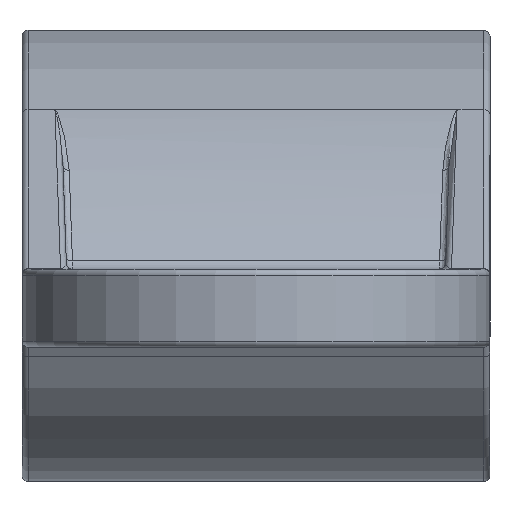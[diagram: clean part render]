
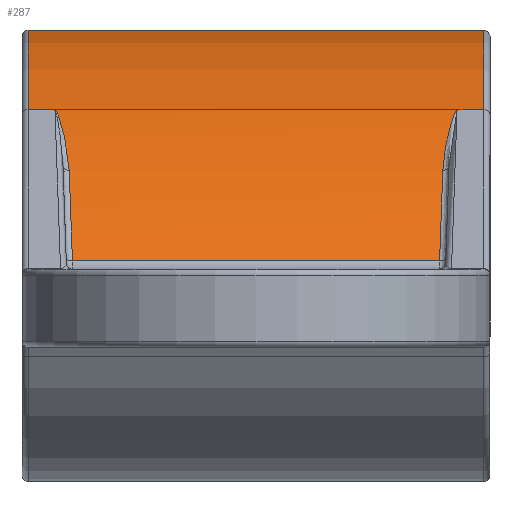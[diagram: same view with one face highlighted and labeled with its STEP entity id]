
A CAD part, left-side view. The second image highlights one B-rep face of the part: STEP entity #287.
In plain terms, the highlighted cylindrical face has radius 11.113 mm (diameter 22.225 mm), a partial arc.
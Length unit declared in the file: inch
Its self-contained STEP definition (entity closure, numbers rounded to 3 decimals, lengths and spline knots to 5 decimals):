
#101=CYLINDRICAL_SURFACE('',#1053,0.4375);
#121=ELLIPSE('',#1051,0.43777,0.4375);
#122=ELLIPSE('',#1052,0.43777,0.4375);
#157=B_SPLINE_CURVE_WITH_KNOTS('',3,(#1725,#1726,#1727,#1728,#1729,#1730,
#1731,#1732,#1733,#1734,#1735,#1736,#1737,#1738,#1739,#1740,#1741,#1742,
#1743,#1744,#1745,#1746,#1747,#1748,#1749,#1750,#1751,#1752,#1753,#1754,
#1755),.UNSPECIFIED.,.F.,.F.,(4,3,3,3,3,3,3,3,3,3,4),(0.,0.00127,
0.00232,0.00337,0.00486,0.00774,
0.0186,0.06161,0.23298,0.92213,
1.),.UNSPECIFIED.);
#158=B_SPLINE_CURVE_WITH_KNOTS('',3,(#1763,#1764,#1765,#1766,#1767,#1768,
#1769,#1770,#1771,#1772,#1773,#1774,#1775,#1776,#1777,#1778,#1779,#1780,
#1781,#1782,#1783,#1784,#1785,#1786,#1787,#1788,#1789,#1790,#1791,#1792,
#1793),.UNSPECIFIED.,.F.,.F.,(4,3,3,3,3,3,3,3,3,3,4),(0.,0.24296,
0.5594,0.75469,0.86678,0.92887,0.96287,
0.98144,0.99159,0.99716,1.),.UNSPECIFIED.);
#195=LINE('',#1638,#233);
#205=LINE('',#1723,#243);
#206=LINE('',#1759,#244);
#207=LINE('',#1795,#245);
#233=VECTOR('',#1203,1.);
#243=VECTOR('',#1255,1.);
#244=VECTOR('',#1258,1.);
#245=VECTOR('',#1261,1.);
#287=ADVANCED_FACE('',(#347),#101,.T.);
#347=FACE_OUTER_BOUND('',#411,.T.);
#411=EDGE_LOOP('',(#560,#561,#562,#563,#564,#565,#566,#567,#568,#569));
#560=ORIENTED_EDGE('',*,*,#857,.T.);
#561=ORIENTED_EDGE('',*,*,#838,.T.);
#562=ORIENTED_EDGE('',*,*,#860,.T.);
#563=ORIENTED_EDGE('',*,*,#862,.F.);
#564=ORIENTED_EDGE('',*,*,#863,.T.);
#565=ORIENTED_EDGE('',*,*,#864,.T.);
#566=ORIENTED_EDGE('',*,*,#865,.F.);
#567=ORIENTED_EDGE('',*,*,#866,.T.);
#568=ORIENTED_EDGE('',*,*,#867,.T.);
#569=ORIENTED_EDGE('',*,*,#868,.F.);
#739=VERTEX_POINT('',#1548);
#746=VERTEX_POINT('',#1633);
#761=VERTEX_POINT('',#1678);
#762=VERTEX_POINT('',#1702);
#763=VERTEX_POINT('',#1724);
#764=VERTEX_POINT('',#1756);
#765=VERTEX_POINT('',#1758);
#766=VERTEX_POINT('',#1760);
#767=VERTEX_POINT('',#1762);
#768=VERTEX_POINT('',#1794);
#838=EDGE_CURVE('',#739,#746,#195,.T.);
#857=EDGE_CURVE('',#761,#739,#961,.T.);
#860=EDGE_CURVE('',#746,#762,#963,.T.);
#862=EDGE_CURVE('',#763,#762,#205,.T.);
#863=EDGE_CURVE('',#763,#764,#157,.T.);
#864=EDGE_CURVE('',#764,#765,#121,.T.);
#865=EDGE_CURVE('',#766,#765,#206,.T.);
#866=EDGE_CURVE('',#766,#767,#122,.T.);
#867=EDGE_CURVE('',#767,#768,#158,.T.);
#868=EDGE_CURVE('',#761,#768,#207,.T.);
#961=CIRCLE('',#1045,0.4375);
#963=CIRCLE('',#1049,0.4375);
#1045=AXIS2_PLACEMENT_3D('',#1677,#1243,#1244);
#1049=AXIS2_PLACEMENT_3D('',#1701,#1251,#1252);
#1051=AXIS2_PLACEMENT_3D('',#1757,#1256,#1257);
#1052=AXIS2_PLACEMENT_3D('',#1761,#1259,#1260);
#1053=AXIS2_PLACEMENT_3D('',#1796,#1262,#1263);
#1203=DIRECTION('',(0.,1.,0.));
#1243=DIRECTION('',(0.,1.,0.));
#1244=DIRECTION('',(0.,0.,-1.));
#1251=DIRECTION('',(0.,-1.,0.));
#1252=DIRECTION('',(1.,0.,0.));
#1255=DIRECTION('',(0.,1.,0.));
#1256=DIRECTION('',(0.,-0.999,0.035));
#1257=DIRECTION('',(0.,0.035,0.999));
#1258=DIRECTION('',(0.,1.,0.));
#1259=DIRECTION('',(0.,0.999,0.035));
#1260=DIRECTION('',(0.,0.035,-0.999));
#1261=DIRECTION('',(0.,1.,0.));
#1262=DIRECTION('',(0.,1.,0.));
#1263=DIRECTION('',(-1.,0.,0.));
#1548=CARTESIAN_POINT('',(1.13743,0.005,0.20324));
#1633=CARTESIAN_POINT('',(1.13743,0.37,0.20324));
#1638=CARTESIAN_POINT('',(1.13743,0.,0.20324));
#1677=CARTESIAN_POINT('',(0.75,0.005,0.));
#1678=CARTESIAN_POINT('',(0.5218,0.005,0.37327));
#1701=CARTESIAN_POINT('',(0.75,0.37,0.));
#1702=CARTESIAN_POINT('',(0.5218,0.37,0.37327));
#1723=CARTESIAN_POINT('',(0.5218,0.34375,0.37327));
#1724=CARTESIAN_POINT('',(0.5218,0.34878,0.37327));
#1725=CARTESIAN_POINT('',(0.5218,0.34878,0.37327));
#1726=CARTESIAN_POINT('',(0.52181,0.34875,0.37328));
#1727=CARTESIAN_POINT('',(0.52183,0.34872,0.37329));
#1728=CARTESIAN_POINT('',(0.52184,0.34868,0.37329));
#1729=CARTESIAN_POINT('',(0.52185,0.34865,0.3733));
#1730=CARTESIAN_POINT('',(0.52185,0.34862,0.3733));
#1731=CARTESIAN_POINT('',(0.52185,0.3486,0.3733));
#1732=CARTESIAN_POINT('',(0.52185,0.34857,0.3733));
#1733=CARTESIAN_POINT('',(0.52184,0.34854,0.3733));
#1734=CARTESIAN_POINT('',(0.52184,0.34851,0.37329));
#1735=CARTESIAN_POINT('',(0.52182,0.34847,0.37329));
#1736=CARTESIAN_POINT('',(0.52181,0.34843,0.37327));
#1737=CARTESIAN_POINT('',(0.52178,0.3484,0.37326));
#1738=CARTESIAN_POINT('',(0.52174,0.34834,0.37324));
#1739=CARTESIAN_POINT('',(0.52169,0.34828,0.3732));
#1740=CARTESIAN_POINT('',(0.52163,0.34824,0.37317));
#1741=CARTESIAN_POINT('',(0.52143,0.34806,0.37304));
#1742=CARTESIAN_POINT('',(0.52119,0.34794,0.37289));
#1743=CARTESIAN_POINT('',(0.52095,0.34783,0.37275));
#1744=CARTESIAN_POINT('',(0.52,0.3474,0.37217));
#1745=CARTESIAN_POINT('',(0.51901,0.34714,0.37155));
#1746=CARTESIAN_POINT('',(0.51803,0.34687,0.37094));
#1747=CARTESIAN_POINT('',(0.51412,0.34581,0.36849));
#1748=CARTESIAN_POINT('',(0.5102,0.34502,0.36595));
#1749=CARTESIAN_POINT('',(0.50632,0.34422,0.36335));
#1750=CARTESIAN_POINT('',(0.49078,0.34103,0.35293));
#1751=CARTESIAN_POINT('',(0.47575,0.33836,0.3414));
#1752=CARTESIAN_POINT('',(0.46149,0.33742,0.32889));
#1753=CARTESIAN_POINT('',(0.45988,0.33731,0.32747));
#1754=CARTESIAN_POINT('',(0.45827,0.33723,0.32604));
#1755=CARTESIAN_POINT('',(0.45667,0.33718,0.3246));
#1756=CARTESIAN_POINT('',(0.45667,0.33718,0.3246));
#1757=CARTESIAN_POINT('',(0.75,0.32571,0.));
#1758=CARTESIAN_POINT('',(0.39232,0.33461,0.25194));
#1759=CARTESIAN_POINT('',(0.39232,0.,0.25194));
#1760=CARTESIAN_POINT('',(0.39232,0.04039,0.25194));
#1761=CARTESIAN_POINT('',(0.75,0.04929,0.));
#1762=CARTESIAN_POINT('',(0.45667,0.03782,0.3246));
#1763=CARTESIAN_POINT('',(0.45667,0.03782,0.3246));
#1764=CARTESIAN_POINT('',(0.46162,0.03767,0.32907));
#1765=CARTESIAN_POINT('',(0.46667,0.03722,0.33343));
#1766=CARTESIAN_POINT('',(0.4718,0.03661,0.33765));
#1767=CARTESIAN_POINT('',(0.47848,0.03581,0.34316));
#1768=CARTESIAN_POINT('',(0.4853,0.03473,0.34845));
#1769=CARTESIAN_POINT('',(0.49225,0.03348,0.35351));
#1770=CARTESIAN_POINT('',(0.49654,0.03272,0.35664));
#1771=CARTESIAN_POINT('',(0.50088,0.03189,0.35969));
#1772=CARTESIAN_POINT('',(0.50527,0.03099,0.36265));
#1773=CARTESIAN_POINT('',(0.50779,0.03048,0.36435));
#1774=CARTESIAN_POINT('',(0.51032,0.02995,0.36602));
#1775=CARTESIAN_POINT('',(0.51286,0.02938,0.36766));
#1776=CARTESIAN_POINT('',(0.51427,0.02906,0.36857));
#1777=CARTESIAN_POINT('',(0.51569,0.02874,0.36947));
#1778=CARTESIAN_POINT('',(0.5171,0.02837,0.37036));
#1779=CARTESIAN_POINT('',(0.51787,0.02818,0.37084));
#1780=CARTESIAN_POINT('',(0.51864,0.02797,0.37132));
#1781=CARTESIAN_POINT('',(0.51941,0.02773,0.3718));
#1782=CARTESIAN_POINT('',(0.51983,0.0276,0.37206));
#1783=CARTESIAN_POINT('',(0.52025,0.02746,0.37232));
#1784=CARTESIAN_POINT('',(0.52066,0.02729,0.37257));
#1785=CARTESIAN_POINT('',(0.52088,0.0272,0.37271));
#1786=CARTESIAN_POINT('',(0.52111,0.0271,0.37285));
#1787=CARTESIAN_POINT('',(0.52132,0.02698,0.37298));
#1788=CARTESIAN_POINT('',(0.52144,0.02691,0.37305));
#1789=CARTESIAN_POINT('',(0.52155,0.02684,0.37312));
#1790=CARTESIAN_POINT('',(0.52166,0.02674,0.37318));
#1791=CARTESIAN_POINT('',(0.52171,0.0267,0.37322));
#1792=CARTESIAN_POINT('',(0.52176,0.02664,0.37325));
#1793=CARTESIAN_POINT('',(0.5218,0.02658,0.37327));
#1794=CARTESIAN_POINT('',(0.5218,0.02658,0.37327));
#1795=CARTESIAN_POINT('',(0.5218,0.,0.37327));
#1796=CARTESIAN_POINT('',(0.75,0.,0.));
